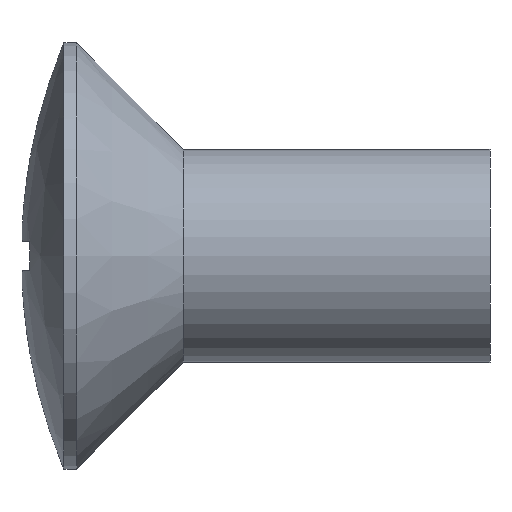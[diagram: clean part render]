
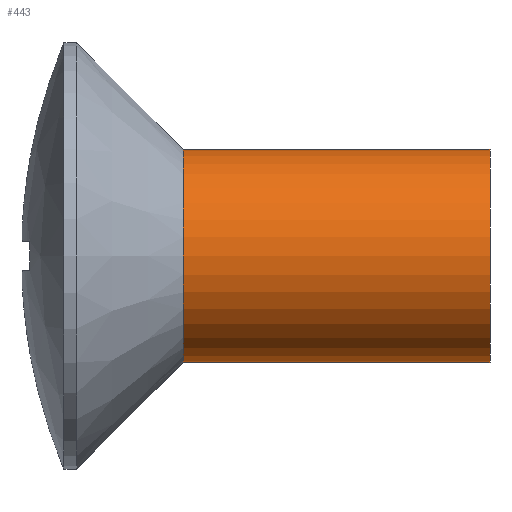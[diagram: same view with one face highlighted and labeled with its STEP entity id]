
A CAD part, left-side view. The second image highlights one B-rep face of the part: STEP entity #443.
In plain terms, the highlighted cylindrical face has radius 2.5 mm (diameter 5 mm), a partial arc.
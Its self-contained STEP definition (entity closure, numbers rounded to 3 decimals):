
#1 = FACE_OUTER_BOUND ( 'NONE', #139, .T. ) ;
#39 = CYLINDRICAL_SURFACE ( 'NONE', #626, 2.5 ) ;
#71 = CARTESIAN_POINT ( 'NONE',  ( 0., -10., 2.5 ) ) ;
#74 = CARTESIAN_POINT ( 'NONE',  ( 0., -10., -2.5 ) ) ;
#76 = CARTESIAN_POINT ( 'NONE',  ( 0., -2.8, 2.5 ) ) ;
#83 = CARTESIAN_POINT ( 'NONE',  ( 0., -2.8, -2.5 ) ) ;
#93 = VERTEX_POINT ( 'NONE', #74 ) ;
#95 = VERTEX_POINT ( 'NONE', #76 ) ;
#101 = VERTEX_POINT ( 'NONE', #83 ) ;
#103 = VERTEX_POINT ( 'NONE', #71 ) ;
#139 = EDGE_LOOP ( 'NONE', ( #197, #200, #201, #199 ) ) ;
#197 = ORIENTED_EDGE ( 'NONE', *, *, #402, .F. ) ;
#199 = ORIENTED_EDGE ( 'NONE', *, *, #374, .F. ) ;
#200 = ORIENTED_EDGE ( 'NONE', *, *, #375, .T. ) ;
#201 = ORIENTED_EDGE ( 'NONE', *, *, #400, .T. ) ;
#318 = LINE ( 'NONE', #756, #672 ) ;
#319 = LINE ( 'NONE', #749, #604 ) ;
#374 = EDGE_CURVE ( 'NONE', #101, #95, #649, .T. ) ;
#375 = EDGE_CURVE ( 'NONE', #93, #103, #621, .T. ) ;
#400 = EDGE_CURVE ( 'NONE', #103, #95, #318, .T. ) ;
#402 = EDGE_CURVE ( 'NONE', #93, #101, #319, .T. ) ;
#443 = ADVANCED_FACE ( 'NONE', ( #1 ), #39, .T. ) ;
#485 = DIRECTION ( 'NONE',  ( 0., 0., 1. ) ) ;
#486 = DIRECTION ( 'NONE',  ( 0., 1., 0. ) ) ;
#487 = CARTESIAN_POINT ( 'NONE',  ( 0., 5.46, 0. ) ) ;
#589 = AXIS2_PLACEMENT_3D ( 'NONE', #835, #834, #833 ) ;
#604 = VECTOR ( 'NONE', #748, 1000. ) ;
#621 = CIRCLE ( 'NONE', #589, 2.5 ) ;
#626 = AXIS2_PLACEMENT_3D ( 'NONE', #487, #486, #485 ) ;
#635 = AXIS2_PLACEMENT_3D ( 'NONE', #839, #838, #837 ) ;
#649 = CIRCLE ( 'NONE', #635, 2.5 ) ;
#672 = VECTOR ( 'NONE', #755, 1000. ) ;
#748 = DIRECTION ( 'NONE',  ( 0., 1., 0. ) ) ;
#749 = CARTESIAN_POINT ( 'NONE',  ( 0., 5.46, -2.5 ) ) ;
#755 = DIRECTION ( 'NONE',  ( 0., 1., 0. ) ) ;
#756 = CARTESIAN_POINT ( 'NONE',  ( 0., 5.46, 2.5 ) ) ;
#833 = DIRECTION ( 'NONE',  ( 0., 0., 1. ) ) ;
#834 = DIRECTION ( 'NONE',  ( 0., 1., 0. ) ) ;
#835 = CARTESIAN_POINT ( 'NONE',  ( 0., -10., 0. ) ) ;
#837 = DIRECTION ( 'NONE',  ( 0., 0., 1. ) ) ;
#838 = DIRECTION ( 'NONE',  ( 0., 1., 0. ) ) ;
#839 = CARTESIAN_POINT ( 'NONE',  ( 0., -2.8, 0. ) ) ;
